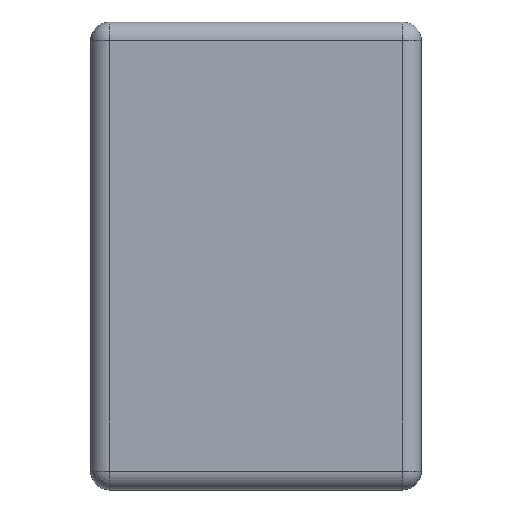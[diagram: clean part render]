
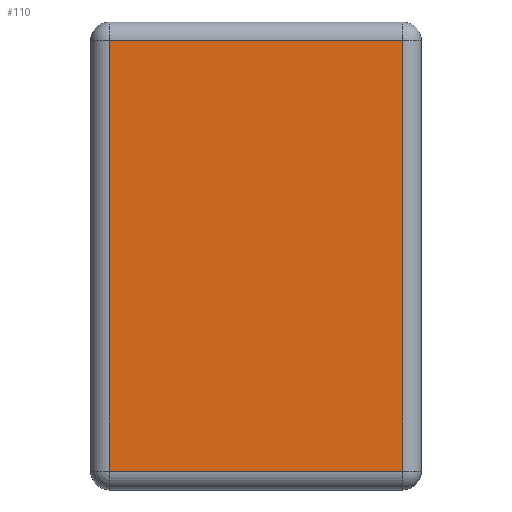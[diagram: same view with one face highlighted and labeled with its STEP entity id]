
A CAD part, top view. The second image highlights one B-rep face of the part: STEP entity #110.
In plain terms, the highlighted planar face has unit normal (0, 0, 1).
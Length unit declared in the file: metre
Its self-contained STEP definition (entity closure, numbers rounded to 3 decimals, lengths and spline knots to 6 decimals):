
#110 = ADVANCED_FACE( '', ( #223 ), #224, .T. );
#223 = FACE_OUTER_BOUND( '', #344, .T. );
#224 = PLANE( '', #345 );
#344 = EDGE_LOOP( '', ( #503, #504, #505, #506 ) );
#345 = AXIS2_PLACEMENT_3D( '', #507, #508, #509 );
#503 = ORIENTED_EDGE( '', *, *, #606, .T. );
#504 = ORIENTED_EDGE( '', *, *, #646, .T. );
#505 = ORIENTED_EDGE( '', *, *, #640, .T. );
#506 = ORIENTED_EDGE( '', *, *, #628, .T. );
#507 = CARTESIAN_POINT( '', ( 0., 0., 0.0227 ) );
#508 = DIRECTION( '', ( 0., 0., 1. ) );
#509 = DIRECTION( '', ( 1., 0., 0. ) );
#606 = EDGE_CURVE( '', #689, #687, #690, .T. );
#628 = EDGE_CURVE( '', #693, #689, #722, .F. );
#640 = EDGE_CURVE( '', #738, #693, #740, .F. );
#646 = EDGE_CURVE( '', #687, #738, #747, .T. );
#687 = VERTEX_POINT( '', #793 );
#689 = VERTEX_POINT( '', #795 );
#690 = LINE( '', #796, #797 );
#693 = VERTEX_POINT( '', #800 );
#722 = LINE( '', #832, #833 );
#738 = VERTEX_POINT( '', #856 );
#740 = LINE( '', #858, #859 );
#747 = LINE( '', #867, #868 );
#793 = CARTESIAN_POINT( '', ( 0.0235, 0.0345, 0.0227 ) );
#795 = CARTESIAN_POINT( '', ( 0.0235, -0.0345, 0.0227 ) );
#796 = CARTESIAN_POINT( '', ( 0.0235, 0.0375, 0.0227 ) );
#797 = VECTOR( '', #907, 1. );
#800 = CARTESIAN_POINT( '', ( -0.0235, -0.0345, 0.0227 ) );
#832 = CARTESIAN_POINT( '', ( 0., -0.0345, 0.0227 ) );
#833 = VECTOR( '', #944, 1. );
#856 = CARTESIAN_POINT( '', ( -0.0235, 0.0345, 0.0227 ) );
#858 = CARTESIAN_POINT( '', ( -0.0235, 0., 0.0227 ) );
#859 = VECTOR( '', #955, 1. );
#867 = CARTESIAN_POINT( '', ( -0.0265, 0.0345, 0.0227 ) );
#868 = VECTOR( '', #963, 1. );
#907 = DIRECTION( '', ( 0., 1., 0. ) );
#944 = DIRECTION( '', ( -1., 0., 0. ) );
#955 = DIRECTION( '', ( 0., 1., 0. ) );
#963 = DIRECTION( '', ( -1., 0., 0. ) );
